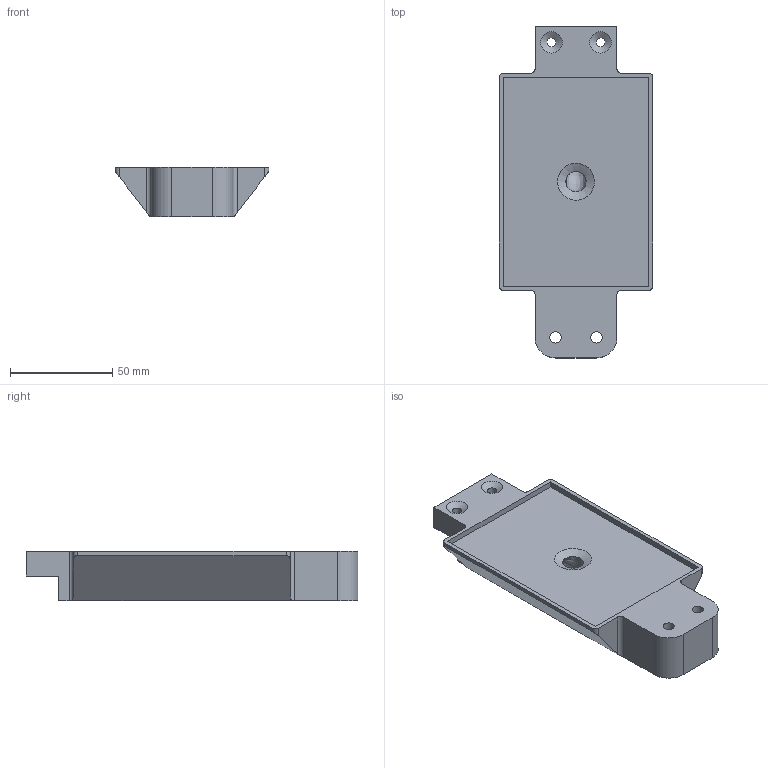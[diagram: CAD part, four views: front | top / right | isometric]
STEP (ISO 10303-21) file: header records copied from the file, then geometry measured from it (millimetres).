
FILE_DESCRIPTION(/* description */ (''),/* implementation_level */ '2;1');
FILE_NAME(/* name */ 'esp-module-su-mount.step',/* time_stamp */ '2024-07-10T08:54:22+02:00',/* author */ (''),/* organization */ (''),/* preprocessor_version */ 'ST-DEVELOPER v20',/* originating_system */ 'Autodesk Translation Framework v13.14.0.145',/* authorisation */ '');
FILE_SCHEMA (('AUTOMOTIVE_DESIGN { 1 0 10303 214 3 1 1 }'));
Length unit declared in the file: millimetre
Products named in the file (1): esp-module-su-mount
Bounding box: 75 x 162 x 24 mm (x, y, z)
Volume: 166970.1 mm3; surface area: 31843.6 mm2
Topology: 1 solids, 1 shells, 43 faces, 119 edges, 78 vertices
Faces by surface type: plane 24, cylinder 15, cone 2, bspline 2
Full cylindrical faces by diameter (mm): 4.5 x2, 5.5 x2, 10 x1
Entity records: 1554 total; most frequent: CARTESIAN_POINT 366, DIRECTION 240, ORIENTED_EDGE 238, EDGE_CURVE 119, AXIS2_PLACEMENT_3D 81, LINE 78, VECTOR 78, VERTEX_POINT 78
